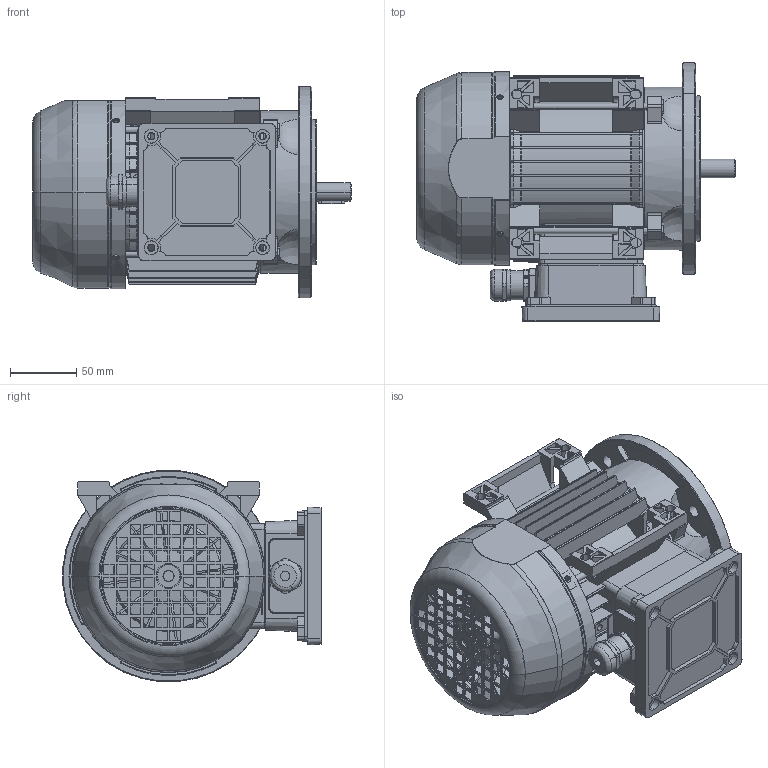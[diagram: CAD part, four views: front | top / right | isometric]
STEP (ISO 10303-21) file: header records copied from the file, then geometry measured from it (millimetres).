
FILE_DESCRIPTION (( 'STEP AP214' ), '1' );
FILE_NAME ('FCAP71-B3 B5-IC411-2-4-6-8 POLI-TB RIGHT.STEP', '2024-09-18T14:05:07', ( '' ), ( '' ), 'SwSTEP 2.0', 'SolidWorks 2024', '' );
FILE_SCHEMA (( 'AUTOMOTIVE_DESIGN' ));
Length unit declared in the file: millimetre
Products named in the file (17): PRESSACAVO M20; Molla_Molla Dext = 40; COPRIVENTOLA MEC 71; parallel_din_Parallel key A5 x 5 x 20 DIN 6885; Guarnizione scatola-coperchio 71- 80; Scudo C71 posteriore; Tirante M5 L.130; Carcassa 71-B3 M. LATERALE; Guarnizione scatola-motore71- 80; Targhetta motore_LAMIERA ALLUMINIO; GRUPPO COPRIMORSETTIERA 71; Coperchio scatola morsetti 71-80; VENTOLA TIPO 71 MEC; Flangia Unel FC71; Albero C-FC71_H Pacco = 40; Scatola morsetti 71- 80_STANDARD DEFINITIVO-1 FORO CENTRALE; FCAP71-B3 B5-IC411-2-4-6-8 POLI-TB RIGHT
Assembly tree (19 placements, depth 3):
  FCAP71-B3 B5-IC411-2-4-6-8 POLI-TB RIGHT
    Albero C-FC71_H Pacco = 40
    Flangia Unel FC71
    parallel_din_Parallel key A5 x 5 x 20 DIN 6885
    Scudo C71 posteriore
    Tirante M5 L.130  x4
    VENTOLA TIPO 71 MEC
    COPRIVENTOLA MEC 71
    Targhetta motore_LAMIERA ALLUMINIO
    Molla_Molla Dext = 40
    Carcassa 71-B3 M. LATERALE
    GRUPPO COPRIMORSETTIERA 71
      Guarnizione scatola-motore71- 80
      Scatola morsetti 71- 80_STANDARD DEFINITIVO-1 FORO CENTRALE
      Guarnizione scatola-coperchio 71- 80
      PRESSACAVO M20
      Coperchio scatola morsetti 71-80
Bounding box: 240.5 x 194.7 x 159.39 mm (x, y, z)
Volume: 839081.1 mm3; surface area: 531911.3 mm2
Topology: 30 solids, 31 shells, 3325 faces, 8730 edges, 5526 vertices
Faces by surface type: plane 1296, cylinder 896, torus 479, cone 404, bspline 201, sphere 49
Entity records: 115411 total; most frequent: CARTESIAN_POINT 35024, ORIENTED_EDGE 17276, DIRECTION 15990, EDGE_CURVE 8638, AXIS2_PLACEMENT_3D 5947, VERTEX_POINT 5478, VECTOR 4096, LINE 4096
